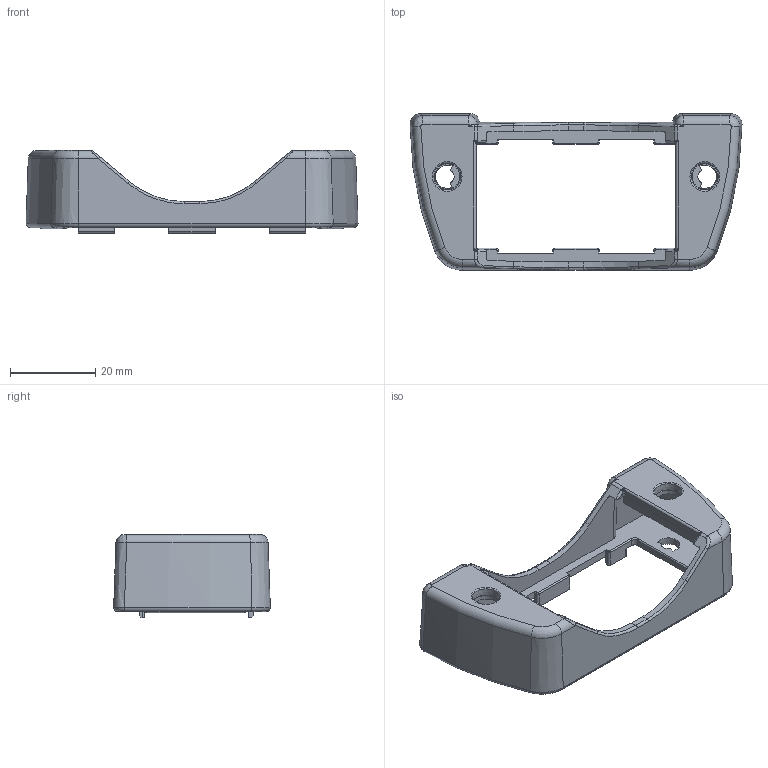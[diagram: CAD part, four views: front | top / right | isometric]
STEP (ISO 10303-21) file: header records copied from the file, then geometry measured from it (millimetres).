
FILE_DESCRIPTION((''),'2;1');
FILE_NAME('94515200_AS 830 DI-S-rot.stp','2010-02-08T08:33:14',('kotzmaier'),(''),'Autodesk Inventor 2010','Autodesk Inventor 2010','');
FILE_SCHEMA(('CONFIG_CONTROL_DESIGN'));
Length unit declared in the file: millimetre
Products named in the file (1): AS 830 DI-S_1009787_3D
Bounding box: 78 x 36.8 x 19.5 mm (x, y, z)
Volume: 8442.6 mm3; surface area: 9878.6 mm2
Topology: 1 solids, 1 shells, 315 faces, 804 edges, 490 vertices
Faces by surface type: plane 105, cylinder 76, bspline 76, cone 40, torus 16, sphere 2
Entity records: 12285 total; most frequent: CARTESIAN_POINT 4991, ORIENTED_EDGE 1572, DIRECTION 1438, EDGE_CURVE 786, AXIS2_PLACEMENT_3D 534, VERTEX_POINT 488, VECTOR 370, LINE 370
